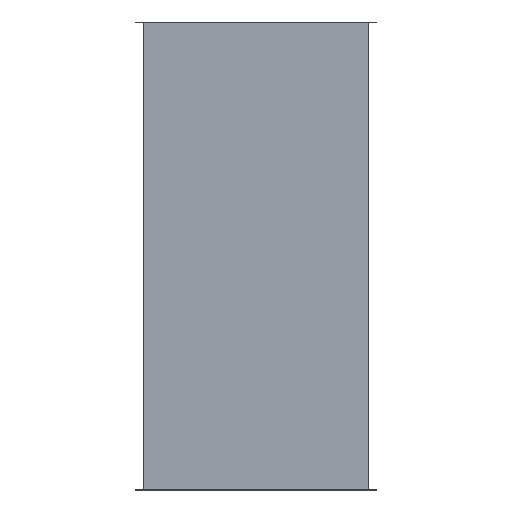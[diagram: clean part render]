
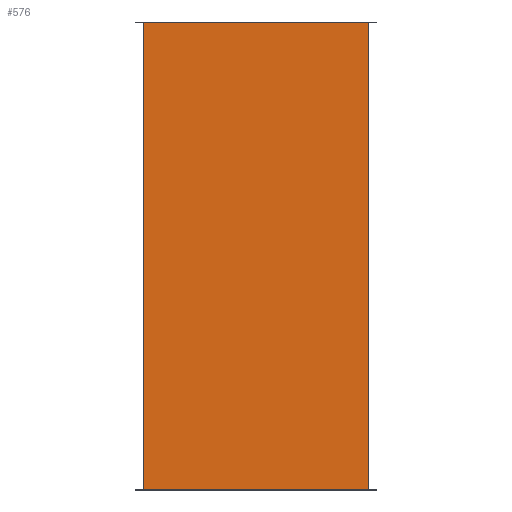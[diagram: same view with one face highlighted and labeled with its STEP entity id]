
A CAD part, front view. The second image highlights one B-rep face of the part: STEP entity #576.
In plain terms, the highlighted planar face has unit normal (0, -1, 0).
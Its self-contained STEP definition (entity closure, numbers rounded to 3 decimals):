
#14 = EDGE_LOOP ( 'NONE', ( #709, #710, #711, #712 ) ) ;
#359 = CARTESIAN_POINT ( 'NONE',  ( 301., -151., 625. ) ) ;
#361 = DIRECTION ( 'NONE',  ( 0., 0., -1. ) ) ;
#393 = CARTESIAN_POINT ( 'NONE',  ( -301., -151., -624. ) ) ;
#396 = CARTESIAN_POINT ( 'NONE',  ( 301., -151., 624. ) ) ;
#399 = CARTESIAN_POINT ( 'NONE',  ( -301., -151., 624. ) ) ;
#467 = CARTESIAN_POINT ( 'NONE',  ( 301., -151., -624. ) ) ;
#559 = EDGE_CURVE ( 'NONE', #1086, #1085, #1230, .T. ) ;
#561 = EDGE_CURVE ( 'NONE', #1155, #1085, #1239, .T. ) ;
#562 = EDGE_CURVE ( 'NONE', #1086, #1087, #1243, .T. ) ;
#576 = ADVANCED_FACE ( 'NONE', ( #1270 ), #1451, .F. ) ;
#709 = ORIENTED_EDGE ( 'NONE', *, *, #561, .F. ) ;
#710 = ORIENTED_EDGE ( 'NONE', *, *, #998, .F. ) ;
#711 = ORIENTED_EDGE ( 'NONE', *, *, #562, .F. ) ;
#712 = ORIENTED_EDGE ( 'NONE', *, *, #559, .T. ) ;
#998 = EDGE_CURVE ( 'NONE', #1087, #1155, #1783, .T. ) ;
#1085 = VERTEX_POINT ( 'NONE', #393 ) ;
#1086 = VERTEX_POINT ( 'NONE', #399 ) ;
#1087 = VERTEX_POINT ( 'NONE', #396 ) ;
#1155 = VERTEX_POINT ( 'NONE', #467 ) ;
#1230 = LINE ( 'NONE', #1403, #1240 ) ;
#1239 = LINE ( 'NONE', #1410, #1244 ) ;
#1240 = VECTOR ( 'NONE', #1412, 1000. ) ;
#1243 = LINE ( 'NONE', #1417, #1246 ) ;
#1244 = VECTOR ( 'NONE', #1416, 1000. ) ;
#1246 = VECTOR ( 'NONE', #1418, 1000. ) ;
#1270 = FACE_OUTER_BOUND ( 'NONE', #14, .T. ) ;
#1403 = CARTESIAN_POINT ( 'NONE',  ( -301., -151., 625. ) ) ;
#1410 = CARTESIAN_POINT ( 'NONE',  ( 300., -151., -624. ) ) ;
#1412 = DIRECTION ( 'NONE',  ( 0., 0., -1. ) ) ;
#1416 = DIRECTION ( 'NONE',  ( -1., 0., 0. ) ) ;
#1417 = CARTESIAN_POINT ( 'NONE',  ( 300., -151., 624. ) ) ;
#1418 = DIRECTION ( 'NONE',  ( 1., 0., 0. ) ) ;
#1451 = PLANE ( 'NONE',  #1541 ) ;
#1452 = CARTESIAN_POINT ( 'NONE',  ( 300., -151., 625. ) ) ;
#1457 = DIRECTION ( 'NONE',  ( 0., 1., 0. ) ) ;
#1458 = DIRECTION ( 'NONE',  ( -1., 0., 0. ) ) ;
#1541 = AXIS2_PLACEMENT_3D ( 'NONE', #1452, #1457, #1458 ) ;
#1783 = LINE ( 'NONE', #359, #1786 ) ;
#1786 = VECTOR ( 'NONE', #361, 1000. ) ;
